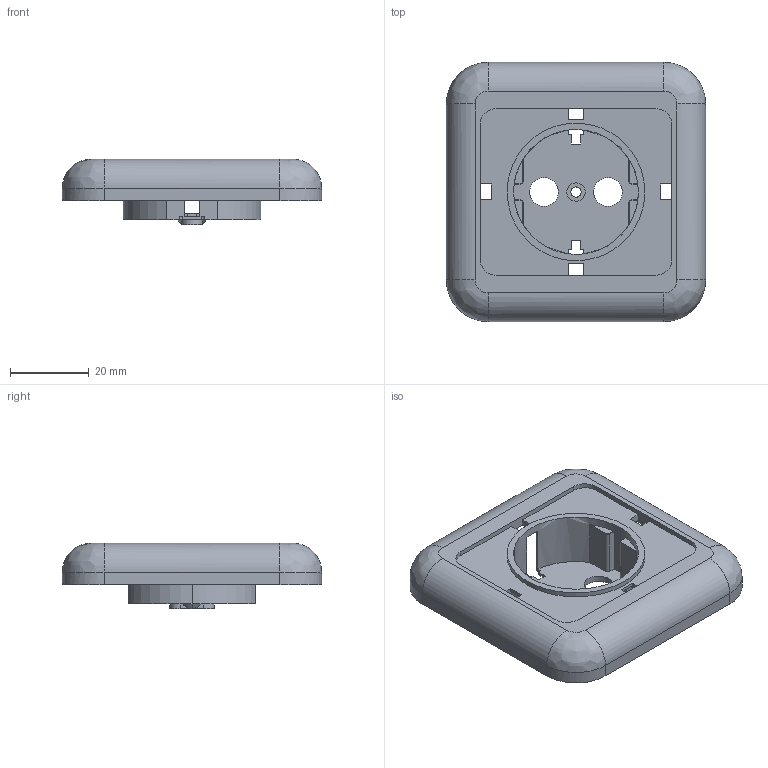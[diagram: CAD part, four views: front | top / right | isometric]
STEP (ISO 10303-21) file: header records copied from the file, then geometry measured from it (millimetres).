
FILE_DESCRIPTION(('FreeCAD Model'),'2;1');
FILE_NAME('Open CASCADE Shape Model','2025-04-26T09:20:46',('FreeCAD'),( 'FreeCAD'),'Open CASCADE STEP processor 7.6','FreeCAD','Unknown');
FILE_SCHEMA(('AUTOMOTIVE_DESIGN { 1 0 10303 214 1 1 1 1 }'));
Length unit declared in the file: millimetre
Products named in the file (1): Open CASCADE STEP translator 7.6 1
Bounding box: 65.9 x 65.9 x 16.68 mm (x, y, z)
Volume: 12142.2 mm3; surface area: 14992.8 mm2
Topology: 1 solids, 1 shells, 161 faces, 443 edges, 281 vertices
Faces by surface type: bspline 161
Entity records: 5022 total; most frequent: CARTESIAN_POINT 2499, ORIENTED_EDGE 886, EDGE_CURVE 443, B_SPLINE_CURVE_WITH_KNOTS 302, VERTEX_POINT 281, FACE_BOUND 176, EDGE_LOOP 176, ADVANCED_FACE 161
